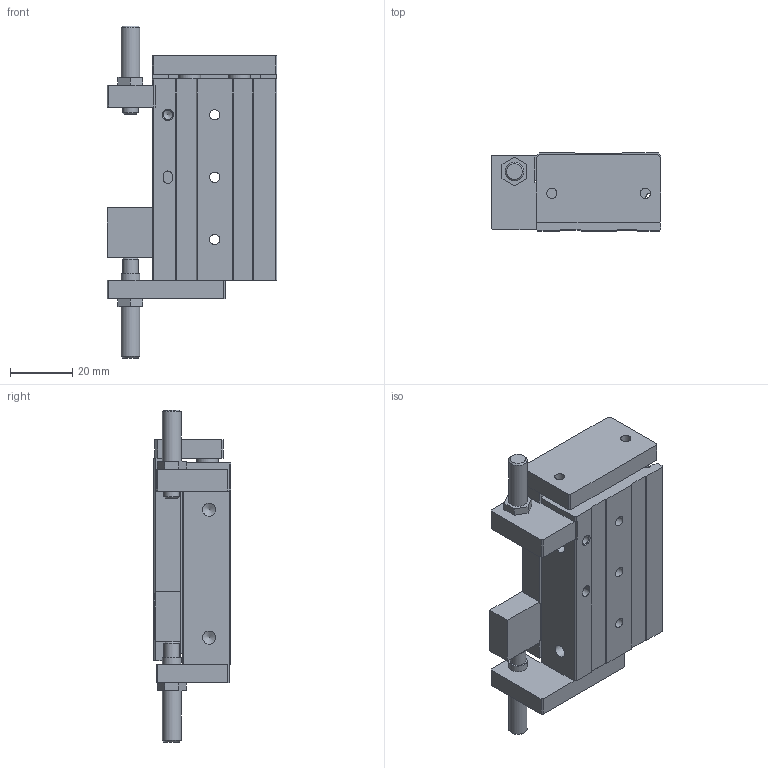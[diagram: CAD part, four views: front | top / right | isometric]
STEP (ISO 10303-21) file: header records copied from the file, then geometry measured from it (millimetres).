
FILE_DESCRIPTION(/* description */ (''),/* implementation_level */ '2;1');
FILE_NAME(/* name */ 'MSR-8-30-L.STEP',/* time_stamp */ '2019-10-14T10:06:51+02:00',/* author */ ('Tecnico'),/* organization */ (''),/* preprocessor_version */ 'ST-DEVELOPER v17',/* originating_system */ 'Autodesk Inventor 2019',/* authorisation */ '');
FILE_SCHEMA (('AUTOMOTIVE_DESIGN { 1 0 10303 214 3 1 1 }'));
Length unit declared in the file: millimetre
Products named in the file (3): MSR-8-30-L; Slitta; Corpo 30L
Assembly tree (2 placements, depth 2):
  MSR-8-30-L
    Slitta
    Corpo 30L
Bounding box: 54.5 x 25 x 106.5 mm (x, y, z)
Volume: 72941.6 mm3; surface area: 28244.8 mm2
Topology: 2 solids, 2 shells, 218 faces, 610 edges, 415 vertices
Faces by surface type: plane 173, cylinder 35, cone 10
Full cylindrical faces by diameter (mm): 3 x2, 3.3 x9, 4.2 x2, 5 x2, 6 x4, 7 x10
Entity records: 7151 total; most frequent: CARTESIAN_POINT 1244, ORIENTED_EDGE 1212, DIRECTION 1190, EDGE_CURVE 606, LINE 468, VECTOR 468, VERTEX_POINT 415, AXIS2_PLACEMENT_3D 361
